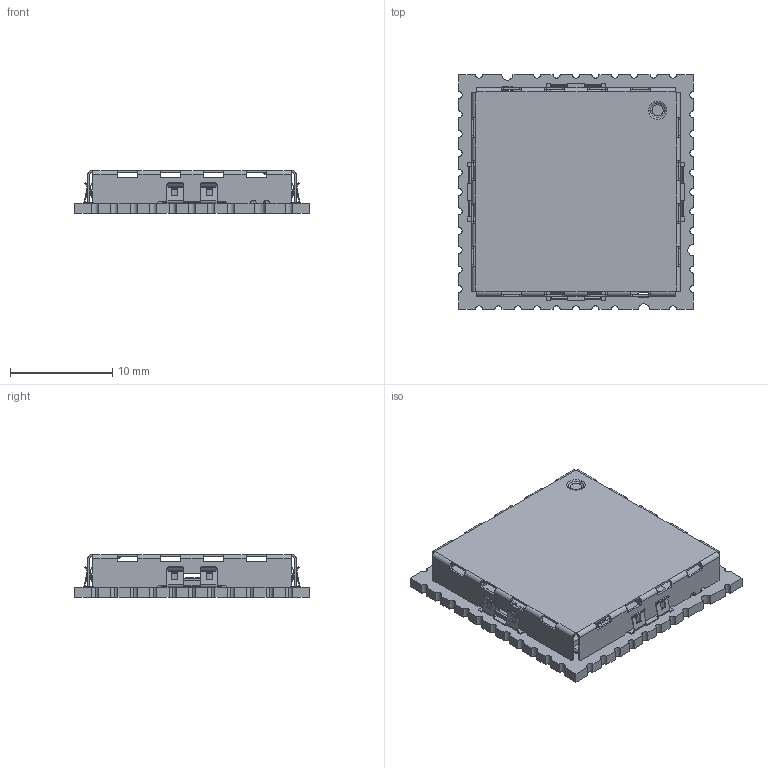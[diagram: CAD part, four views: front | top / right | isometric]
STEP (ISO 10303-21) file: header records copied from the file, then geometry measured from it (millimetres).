
FILE_DESCRIPTION(('Open CASCADE Model'),'2;1');
FILE_NAME('Open CASCADE Shape Model','2023-11-15T14:28:12',('Author'),( 'Open CASCADE'),'Open CASCADE STEP processor 7.5','Open CASCADE 7.5' ,'Unknown');
FILE_SCHEMA(('AUTOMOTIVE_DESIGN { 1 0 10303 214 1 1 1 1 }'));
Length unit declared in the file: millimetre
Products named in the file (123): PCB; Board; Open CASCADE STEP translator 7.5 1.1.1; R8; WE-TMSB_0201_TMSB; Ferrite; Pad; R3; R2; SHLD1; PWL_120_M01_01; J4; s0971-46; J3; J2; J1; C46; C47; 0603; FB7; 0402; C55; C54; C53; C52; C51; C23; C14; FB4; U1; 6979452784; Extruded; R12; R14; R15; C20; C27; C30; C16; L7 ...
Assembly tree (212 placements, depth 4):
  PCB
    Board
      Open CASCADE STEP translator 7.5 1.1.1
    R8
      WE-TMSB_0201_TMSB
        Ferrite
        Pad  x2
    R3
      WE-TMSB_0201_TMSB
        Ferrite
        Pad  x2
    R2
      WE-TMSB_0201_TMSB
        Ferrite
        Pad  x2
    SHLD1
      PWL_120_M01_01
    J4
      s0971-46
    J3
      s0971-46
    J2
      s0971-46
    J1
      s0971-46
    C46
      WE-TMSB_0201_TMSB
        Ferrite
        Pad  x2
    C47
      0603
    FB7
      0402
    C55
      WE-TMSB_0201_TMSB
        Ferrite
        Pad  x2
    C54
      WE-TMSB_0201_TMSB
        Ferrite
        Pad  x2
    C53
      WE-TMSB_0201_TMSB
        Ferrite
        Pad  x2
    C52
      WE-TMSB_0201_TMSB
        Ferrite
        Pad  x2
    C51
      WE-TMSB_0201_TMSB
        Ferrite
        Pad  x2
    C23
      0603
    C14
      WE-TMSB_0201_TMSB
        Ferrite
        Pad  x2
    FB4
Bounding box: 23 x 23 x 4.19 mm (x, y, z)
Volume: 757.6 mm3; surface area: 3063.7 mm2
Topology: 237 solids, 237 shells, 5171 faces, 12025 edges, 6634 vertices
Faces by surface type: plane 2464, cylinder 2019, sphere 680, torus 8
Entity records: 29079 total; most frequent: DIRECTION 4767, CARTESIAN_POINT 4523, ORIENTED_EDGE 4266, EDGE_CURVE 2133, AXIS2_PLACEMENT_3D 1608, LINE 1551, VECTOR 1551, VERTEX_POINT 1316
